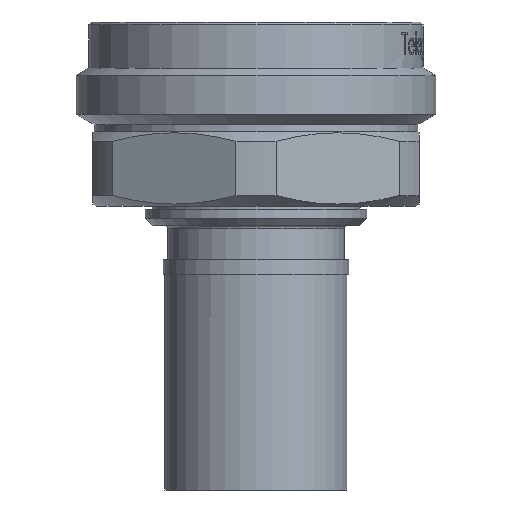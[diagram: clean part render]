
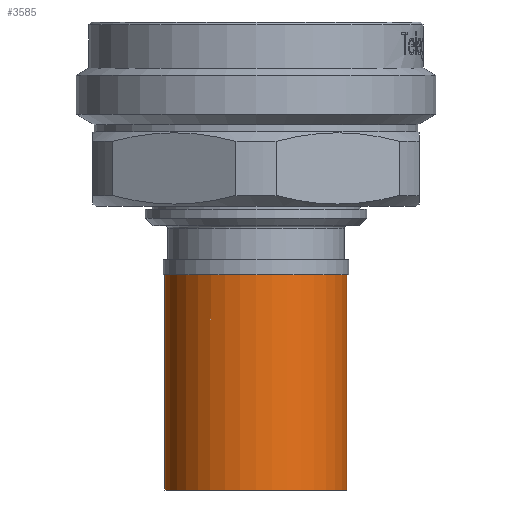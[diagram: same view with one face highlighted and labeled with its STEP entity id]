
A CAD part, front view. The second image highlights one B-rep face of the part: STEP entity #3585.
In plain terms, the highlighted cylindrical face has radius 6.125 mm (diameter 12.25 mm), a partial arc.
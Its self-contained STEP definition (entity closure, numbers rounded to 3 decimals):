
#860 = ORIENTED_EDGE ( 'NONE', *, *, #17142, .T. ) ;
#1376 = DIRECTION ( 'NONE',  ( 0., 0., -1. ) ) ;
#1669 = CYLINDRICAL_SURFACE ( 'NONE', #5893, 6.125 ) ;
#1739 = CARTESIAN_POINT ( 'NONE',  ( -6.125, 0., -17. ) ) ;
#2313 = CARTESIAN_POINT ( 'NONE',  ( 6.125, 0., -16.582 ) ) ;
#2323 = CARTESIAN_POINT ( 'NONE',  ( 0., 0., -16.582 ) ) ;
#2646 = AXIS2_PLACEMENT_3D ( 'NONE', #9581, #1376, #10940 ) ;
#2771 = ORIENTED_EDGE ( 'NONE', *, *, #13246, .T. ) ;
#3396 = LINE ( 'NONE', #9021, #10670 ) ;
#3547 = EDGE_CURVE ( 'NONE', #13902, #8045, #3396, .T. ) ;
#3585 = ADVANCED_FACE ( 'NONE', ( #10218 ), #1669, .T. ) ;
#4284 = CARTESIAN_POINT ( 'NONE',  ( -6.125, 0., -31.5 ) ) ;
#5893 = AXIS2_PLACEMENT_3D ( 'NONE', #2323, #6261, #7822 ) ;
#6261 = DIRECTION ( 'NONE',  ( 0., 0., 1. ) ) ;
#7152 = VECTOR ( 'NONE', #10489, 1000. ) ;
#7217 = DIRECTION ( 'NONE',  ( 0., 0., 1. ) ) ;
#7593 = LINE ( 'NONE', #2313, #7152 ) ;
#7822 = DIRECTION ( 'NONE',  ( 1., 0., 0. ) ) ;
#8045 = VERTEX_POINT ( 'NONE', #1739 ) ;
#8993 = CIRCLE ( 'NONE', #2646, 6.125 ) ;
#9021 = CARTESIAN_POINT ( 'NONE',  ( -6.125, 0., -16.582 ) ) ;
#9581 = CARTESIAN_POINT ( 'NONE',  ( 0., 0., -17. ) ) ;
#10218 = FACE_OUTER_BOUND ( 'NONE', #16986, .T. ) ;
#10489 = DIRECTION ( 'NONE',  ( 0., 0., 1. ) ) ;
#10670 = VECTOR ( 'NONE', #17342, 1000. ) ;
#10940 = DIRECTION ( 'NONE',  ( 1., 0., 0. ) ) ;
#11628 = ORIENTED_EDGE ( 'NONE', *, *, #3547, .F. ) ;
#12678 = CARTESIAN_POINT ( 'NONE',  ( 6.125, 0., -31.5 ) ) ;
#13246 = EDGE_CURVE ( 'NONE', #13902, #13247, #16157, .T. ) ;
#13247 = VERTEX_POINT ( 'NONE', #12678 ) ;
#13902 = VERTEX_POINT ( 'NONE', #4284 ) ;
#14223 = EDGE_CURVE ( 'NONE', #13247, #16830, #7593, .T. ) ;
#14304 = AXIS2_PLACEMENT_3D ( 'NONE', #15424, #7217, #16820 ) ;
#14981 = ORIENTED_EDGE ( 'NONE', *, *, #14223, .T. ) ;
#15424 = CARTESIAN_POINT ( 'NONE',  ( 0., 0., -31.5 ) ) ;
#16157 = CIRCLE ( 'NONE', #14304, 6.125 ) ;
#16820 = DIRECTION ( 'NONE',  ( 1., 0., 0. ) ) ;
#16830 = VERTEX_POINT ( 'NONE', #17012 ) ;
#16986 = EDGE_LOOP ( 'NONE', ( #11628, #2771, #14981, #860 ) ) ;
#17012 = CARTESIAN_POINT ( 'NONE',  ( 6.125, 0., -17. ) ) ;
#17142 = EDGE_CURVE ( 'NONE', #16830, #8045, #8993, .T. ) ;
#17342 = DIRECTION ( 'NONE',  ( 0., 0., 1. ) ) ;
